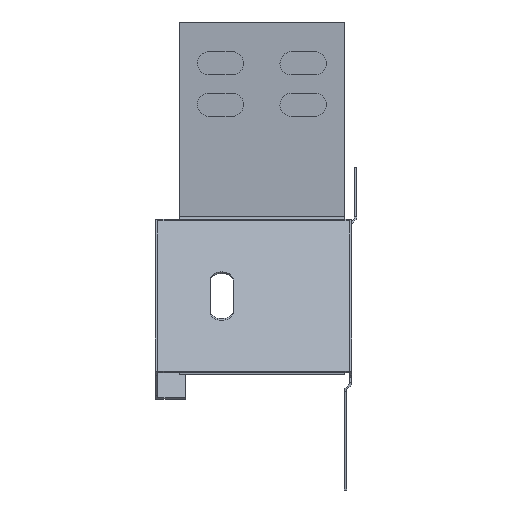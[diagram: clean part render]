
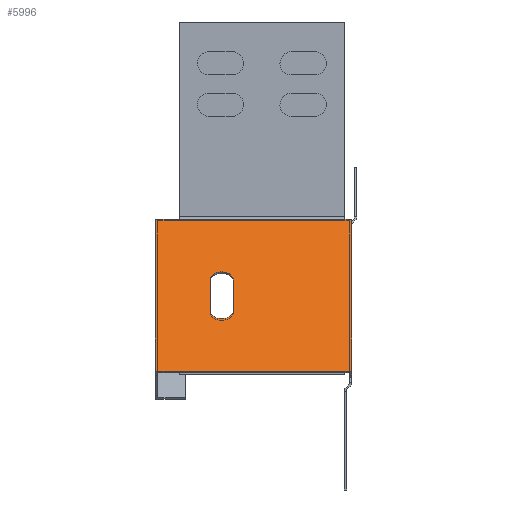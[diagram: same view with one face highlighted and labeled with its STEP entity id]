
A CAD part, left-side view. The second image highlights one B-rep face of the part: STEP entity #5996.
In plain terms, the highlighted planar face has unit normal (-0.707, 0, 0.707).
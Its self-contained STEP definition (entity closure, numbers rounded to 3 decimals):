
#34 = VECTOR ( 'NONE', #1351, 1000. ) ;
#40 = LINE ( 'NONE', #1173, #34 ) ;
#107 = VECTOR ( 'NONE', #1151, 1000. ) ;
#129 = VECTOR ( 'NONE', #5662, 1000. ) ;
#158 = LINE ( 'NONE', #5689, #129 ) ;
#182 = DIRECTION ( 'NONE',  ( -0.707, 0., -0.707 ) ) ;
#220 = DIRECTION ( 'NONE',  ( 0.707, 0., -0.707 ) ) ;
#224 = CARTESIAN_POINT ( 'NONE',  ( -145.371, 0., -62.053 ) ) ;
#238 = ORIENTED_EDGE ( 'NONE', *, *, #5166, .T. ) ;
#309 = LINE ( 'NONE', #4589, #322 ) ;
#322 = VECTOR ( 'NONE', #5193, 1000. ) ;
#449 = CARTESIAN_POINT ( 'NONE',  ( -41.659, 0., 41.659 ) ) ;
#453 = ORIENTED_EDGE ( 'NONE', *, *, #6437, .T. ) ;
#535 = AXIS2_PLACEMENT_3D ( 'NONE', #2205, #2114, #1995 ) ;
#565 = DIRECTION ( 'NONE',  ( 0.707, 0., -0.707 ) ) ;
#635 = ORIENTED_EDGE ( 'NONE', *, *, #2212, .T. ) ;
#687 = AXIS2_PLACEMENT_3D ( 'NONE', #2875, #6101, #6266 ) ;
#721 = ORIENTED_EDGE ( 'NONE', *, *, #6993, .T. ) ;
#765 = ORIENTED_EDGE ( 'NONE', *, *, #2076, .T. ) ;
#771 = PLANE ( 'NONE',  #3740 ) ;
#984 = DIRECTION ( 'NONE',  ( 0.5, 0.707, 0.5 ) ) ;
#1070 = CARTESIAN_POINT ( 'NONE',  ( -99.409, 51.5, -16.091 ) ) ;
#1112 = ORIENTED_EDGE ( 'NONE', *, *, #6115, .T. ) ;
#1151 = DIRECTION ( 'NONE',  ( 0., 1., 0. ) ) ;
#1167 = AXIS2_PLACEMENT_3D ( 'NONE', #5065, #565, #984 ) ;
#1173 = CARTESIAN_POINT ( 'NONE',  ( -145.371, 0., -62.053 ) ) ;
#1203 = VERTEX_POINT ( 'NONE', #5688 ) ;
#1320 = CARTESIAN_POINT ( 'NONE',  ( -145.371, 1.5, -62.053 ) ) ;
#1351 = DIRECTION ( 'NONE',  ( 0., 1., 0. ) ) ;
#1357 = ORIENTED_EDGE ( 'NONE', *, *, #6448, .F. ) ;
#1358 = VECTOR ( 'NONE', #3166, 1000. ) ;
#1363 = CARTESIAN_POINT ( 'NONE',  ( -99.409, 0., -16.091 ) ) ;
#1375 = LINE ( 'NONE', #6820, #1358 ) ;
#1400 = CARTESIAN_POINT ( 'NONE',  ( -99.409, 58.7, -16.091 ) ) ;
#1452 = CARTESIAN_POINT ( 'NONE',  ( -41.659, -0.7, 41.659 ) ) ;
#1501 = VERTEX_POINT ( 'NONE', #3657 ) ;
#1520 = DIRECTION ( 'NONE',  ( 0.707, 0., 0.707 ) ) ;
#1623 = VECTOR ( 'NONE', #5672, 1000. ) ;
#1656 = LINE ( 'NONE', #1452, #1982 ) ;
#1752 = DIRECTION ( 'NONE',  ( 0., 1., 0. ) ) ;
#1936 = ORIENTED_EDGE ( 'NONE', *, *, #6458, .F. ) ;
#1956 = VERTEX_POINT ( 'NONE', #2625 ) ;
#1982 = VECTOR ( 'NONE', #1520, 1000. ) ;
#1995 = DIRECTION ( 'NONE',  ( 0.5, 0.707, 0.5 ) ) ;
#2076 = EDGE_CURVE ( 'NONE', #4715, #3782, #4309, .T. ) ;
#2106 = CARTESIAN_POINT ( 'NONE',  ( -145.371, 1., -62.053 ) ) ;
#2114 = DIRECTION ( 'NONE',  ( 0.707, 0., -0.707 ) ) ;
#2190 = ORIENTED_EDGE ( 'NONE', *, *, #6366, .F. ) ;
#2202 = CARTESIAN_POINT ( 'NONE',  ( -116.044, 41.119, -32.726 ) ) ;
#2205 = CARTESIAN_POINT ( 'NONE',  ( -126.986, 38.644, -43.668 ) ) ;
#2212 = EDGE_CURVE ( 'NONE', #5431, #1956, #6997, .T. ) ;
#2290 = ORIENTED_EDGE ( 'NONE', *, *, #2564, .T. ) ;
#2405 = ORIENTED_EDGE ( 'NONE', *, *, #6313, .T. ) ;
#2420 = VERTEX_POINT ( 'NONE', #2106 ) ;
#2474 = CARTESIAN_POINT ( 'NONE',  ( -99.409, 57., -16.091 ) ) ;
#2509 = CARTESIAN_POINT ( 'NONE',  ( -41.659, 58.7, 41.659 ) ) ;
#2525 = DIRECTION ( 'NONE',  ( 0., 1., 0. ) ) ;
#2564 = EDGE_CURVE ( 'NONE', #3782, #2939, #6174, .T. ) ;
#2568 = ORIENTED_EDGE ( 'NONE', *, *, #3122, .T. ) ;
#2625 = CARTESIAN_POINT ( 'NONE',  ( -145.371, 51.5, -62.053 ) ) ;
#2742 = CIRCLE ( 'NONE', #535, 3.5 ) ;
#2821 = DIRECTION ( 'NONE',  ( 0.707, 0., 0.707 ) ) ;
#2833 = ORIENTED_EDGE ( 'NONE', *, *, #4394, .T. ) ;
#2871 = CARTESIAN_POINT ( 'NONE',  ( -126.986, 35.144, -43.668 ) ) ;
#2875 = CARTESIAN_POINT ( 'NONE',  ( -117.794, 38.644, -34.476 ) ) ;
#2888 = VERTEX_POINT ( 'NONE', #3672 ) ;
#2900 = CARTESIAN_POINT ( 'NONE',  ( -145.371, 57., -62.053 ) ) ;
#2939 = VERTEX_POINT ( 'NONE', #5118 ) ;
#3005 = FACE_BOUND ( 'NONE', #6377, .T. ) ;
#3122 = EDGE_CURVE ( 'NONE', #3711, #6851, #4323, .T. ) ;
#3166 = DIRECTION ( 'NONE',  ( 0., -1., 0. ) ) ;
#3186 = FACE_OUTER_BOUND ( 'NONE', #4782, .T. ) ;
#3529 = VECTOR ( 'NONE', #4084, 1000. ) ;
#3620 = LINE ( 'NONE', #5832, #3529 ) ;
#3657 = CARTESIAN_POINT ( 'NONE',  ( -145.371, 1.5, -62.053 ) ) ;
#3672 = CARTESIAN_POINT ( 'NONE',  ( -145.371, 58.7, -62.053 ) ) ;
#3711 = VERTEX_POINT ( 'NONE', #1070 ) ;
#3740 = AXIS2_PLACEMENT_3D ( 'NONE', #449, #220, #182 ) ;
#3782 = VERTEX_POINT ( 'NONE', #2202 ) ;
#3847 = ORIENTED_EDGE ( 'NONE', *, *, #5187, .T. ) ;
#3860 = CARTESIAN_POINT ( 'NONE',  ( -99.409, 57., -16.091 ) ) ;
#3879 = VERTEX_POINT ( 'NONE', #1400 ) ;
#3963 = CARTESIAN_POINT ( 'NONE',  ( -99.409, 1.5, -16.091 ) ) ;
#4084 = DIRECTION ( 'NONE',  ( 0.707, 0., 0.707 ) ) ;
#4254 = VECTOR ( 'NONE', #2525, 1000. ) ;
#4309 = CIRCLE ( 'NONE', #1167, 3.5 ) ;
#4323 = LINE ( 'NONE', #1363, #4254 ) ;
#4394 = EDGE_CURVE ( 'NONE', #2420, #1203, #1375, .T. ) ;
#4471 = CARTESIAN_POINT ( 'NONE',  ( -99.409, 51.5, -16.091 ) ) ;
#4496 = VERTEX_POINT ( 'NONE', #6254 ) ;
#4589 = CARTESIAN_POINT ( 'NONE',  ( -145.371, 0., -62.053 ) ) ;
#4606 = DIRECTION ( 'NONE',  ( 0., -1., 0. ) ) ;
#4628 = LINE ( 'NONE', #4471, #5750 ) ;
#4715 = VERTEX_POINT ( 'NONE', #7170 ) ;
#4725 = VERTEX_POINT ( 'NONE', #7108 ) ;
#4769 = VECTOR ( 'NONE', #1752, 1000. ) ;
#4782 = EDGE_LOOP ( 'NONE', ( #3847, #2833, #721, #6975, #2405, #2190, #2568, #453, #1357, #1936, #635, #6629 ) ) ;
#4797 = LINE ( 'NONE', #2474, #4769 ) ;
#4841 = VERTEX_POINT ( 'NONE', #2871 ) ;
#4956 = EDGE_CURVE ( 'NONE', #4725, #4496, #6033, .T. ) ;
#4961 = VERTEX_POINT ( 'NONE', #5953 ) ;
#5065 = CARTESIAN_POINT ( 'NONE',  ( -117.794, 38.644, -34.476 ) ) ;
#5086 = DIRECTION ( 'NONE',  ( 0., -1., 0. ) ) ;
#5118 = CARTESIAN_POINT ( 'NONE',  ( -117.794, 35.144, -34.476 ) ) ;
#5157 = VECTOR ( 'NONE', #6422, 1000. ) ;
#5166 = EDGE_CURVE ( 'NONE', #2939, #4841, #158, .T. ) ;
#5187 = EDGE_CURVE ( 'NONE', #1501, #2420, #309, .T. ) ;
#5193 = DIRECTION ( 'NONE',  ( 0., -1., 0. ) ) ;
#5431 = VERTEX_POINT ( 'NONE', #2900 ) ;
#5520 = ORIENTED_EDGE ( 'NONE', *, *, #5945, .T. ) ;
#5662 = DIRECTION ( 'NONE',  ( -0.707, 0., -0.707 ) ) ;
#5672 = DIRECTION ( 'NONE',  ( 0., 1., 0. ) ) ;
#5688 = CARTESIAN_POINT ( 'NONE',  ( -145.371, -0.7, -62.053 ) ) ;
#5689 = CARTESIAN_POINT ( 'NONE',  ( -126.986, 35.144, -43.668 ) ) ;
#5750 = VECTOR ( 'NONE', #4606, 1000. ) ;
#5832 = CARTESIAN_POINT ( 'NONE',  ( -126.986, 42.144, -43.668 ) ) ;
#5945 = EDGE_CURVE ( 'NONE', #4841, #4961, #2742, .T. ) ;
#5953 = CARTESIAN_POINT ( 'NONE',  ( -126.986, 42.144, -43.668 ) ) ;
#5996 = ADVANCED_FACE ( 'NONE', ( #3005, #3186 ), #771, .F. ) ;
#6024 = LINE ( 'NONE', #6603, #1623 ) ;
#6033 = LINE ( 'NONE', #6349, #5157 ) ;
#6101 = DIRECTION ( 'NONE',  ( 0.707, 0., -0.707 ) ) ;
#6115 = EDGE_CURVE ( 'NONE', #4961, #4715, #3620, .T. ) ;
#6174 = CIRCLE ( 'NONE', #687, 3.5 ) ;
#6226 = LINE ( 'NONE', #1320, #107 ) ;
#6249 = VECTOR ( 'NONE', #2821, 1000. ) ;
#6254 = CARTESIAN_POINT ( 'NONE',  ( -99.409, -0.7, -16.091 ) ) ;
#6260 = LINE ( 'NONE', #2509, #6249 ) ;
#6266 = DIRECTION ( 'NONE',  ( 0.5, 0.707, 0.5 ) ) ;
#6313 = EDGE_CURVE ( 'NONE', #4725, #6842, #6024, .T. ) ;
#6349 = CARTESIAN_POINT ( 'NONE',  ( -99.409, 0., -16.091 ) ) ;
#6366 = EDGE_CURVE ( 'NONE', #3711, #6842, #4628, .T. ) ;
#6377 = EDGE_LOOP ( 'NONE', ( #238, #5520, #1112, #765, #2290 ) ) ;
#6422 = DIRECTION ( 'NONE',  ( 0., -1., 0. ) ) ;
#6437 = EDGE_CURVE ( 'NONE', #6851, #3879, #4797, .T. ) ;
#6448 = EDGE_CURVE ( 'NONE', #2888, #3879, #6260, .T. ) ;
#6458 = EDGE_CURVE ( 'NONE', #5431, #2888, #40, .T. ) ;
#6475 = EDGE_CURVE ( 'NONE', #1501, #1956, #6226, .T. ) ;
#6603 = CARTESIAN_POINT ( 'NONE',  ( -99.409, 0., -16.091 ) ) ;
#6629 = ORIENTED_EDGE ( 'NONE', *, *, #6475, .F. ) ;
#6820 = CARTESIAN_POINT ( 'NONE',  ( -145.371, 1., -62.053 ) ) ;
#6842 = VERTEX_POINT ( 'NONE', #3963 ) ;
#6851 = VERTEX_POINT ( 'NONE', #3860 ) ;
#6975 = ORIENTED_EDGE ( 'NONE', *, *, #4956, .F. ) ;
#6990 = VECTOR ( 'NONE', #5086, 1000. ) ;
#6993 = EDGE_CURVE ( 'NONE', #1203, #4496, #1656, .T. ) ;
#6997 = LINE ( 'NONE', #224, #6990 ) ;
#7108 = CARTESIAN_POINT ( 'NONE',  ( -99.409, 1., -16.091 ) ) ;
#7170 = CARTESIAN_POINT ( 'NONE',  ( -117.794, 42.144, -34.476 ) ) ;
